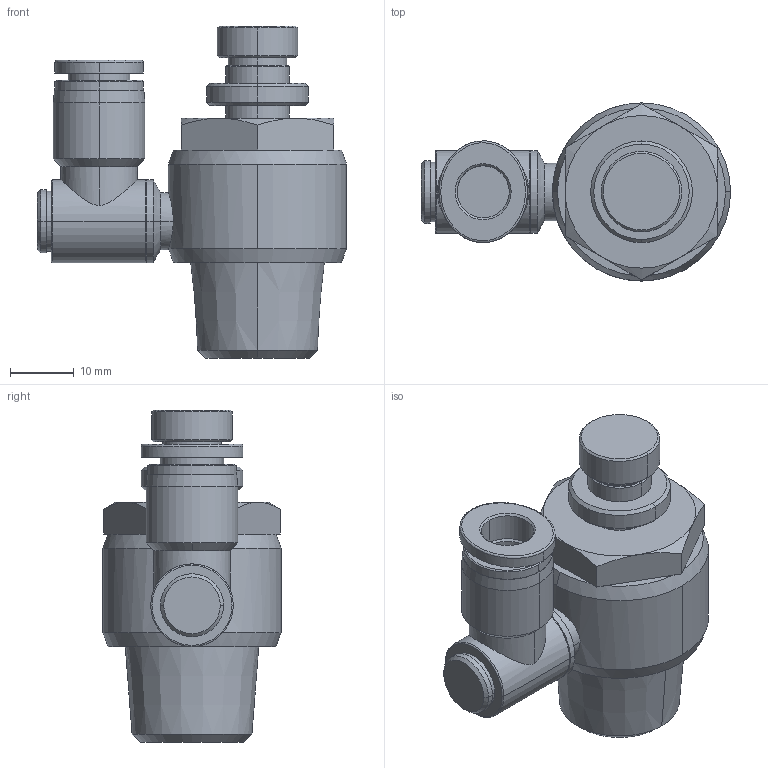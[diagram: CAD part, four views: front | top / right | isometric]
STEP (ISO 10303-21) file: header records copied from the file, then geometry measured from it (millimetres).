
FILE_DESCRIPTION((''),'2;1');
FILE_NAME('NSS 0804.stp','2017-07-22T11:44:28',(''),(''),'Mechanical Desktop 2009','Mechanical Desktop 2009',', , ');
FILE_SCHEMA(('CONFIG_CONTROL_DESIGN'));
Length unit declared in the file: millimetre
Products named in the file (2): NSS 0804; PART1
Assembly tree (1 placements, depth 2):
  NSS 0804
    PART1
Bounding box: 48.6 x 28 x 52.2 mm (x, y, z)
Volume: 24002.6 mm3; surface area: 7385.1 mm2
Topology: 1 solids, 1 shells, 121 faces, 256 edges, 153 vertices
Faces by surface type: cone 40, cylinder 37, plane 37, torus 4, bspline 3
Entity records: 3683 total; most frequent: CARTESIAN_POINT 926, DIRECTION 614, ORIENTED_EDGE 512, AXIS2_PLACEMENT_3D 259, EDGE_CURVE 256, VERTEX_POINT 153, CIRCLE 137, EDGE_LOOP 137
